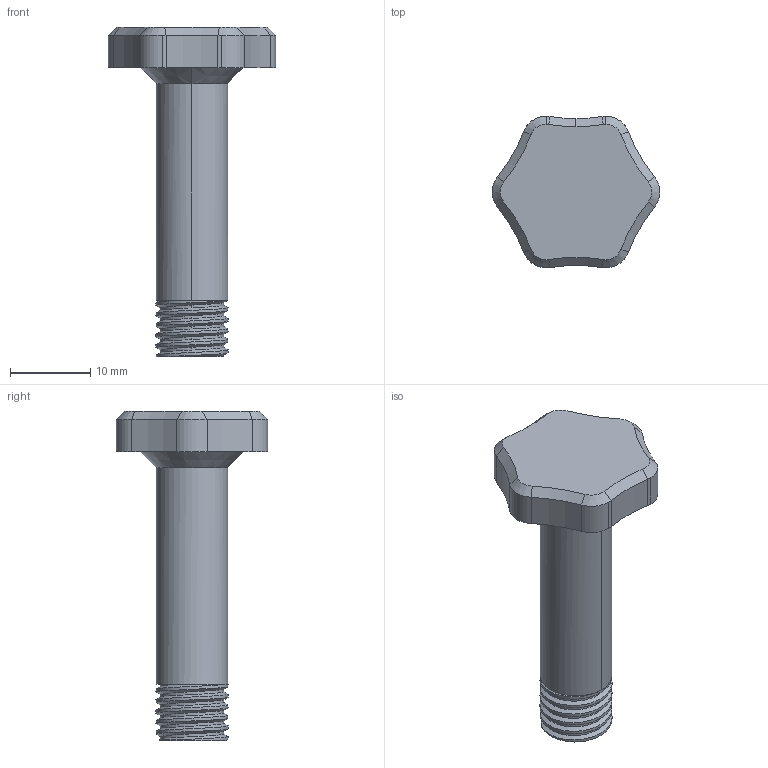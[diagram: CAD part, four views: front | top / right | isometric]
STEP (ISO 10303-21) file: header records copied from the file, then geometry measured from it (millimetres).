
FILE_DESCRIPTION (( 'STEP AP203' ), '1' );
FILE_NAME ('A51Z X-Gantry Right-axle.STEP', '2018-05-17T17:53:11', ( '' ), ( '' ), 'SwSTEP 2.0', 'SolidWorks 2018', '' );
FILE_SCHEMA (( 'CONFIG_CONTROL_DESIGN' ));
Length unit declared in the file: millimetre
Products named in the file (1): A51Z X-Gantry Right-axle
Bounding box: 20.88 x 18.89 x 41 mm (x, y, z)
Volume: 3720.1 mm3; surface area: 1927.1 mm2
Topology: 1 solids, 1 shells, 57 faces, 145 edges, 91 vertices
Faces by surface type: cylinder 31, cone 17, plane 6, bspline 3
Entity records: 3956 total; most frequent: CARTESIAN_POINT 2553, ORIENTED_EDGE 290, DIRECTION 283, EDGE_CURVE 145, AXIS2_PLACEMENT_3D 117, VERTEX_POINT 91, CIRCLE 62, EDGE_LOOP 58
